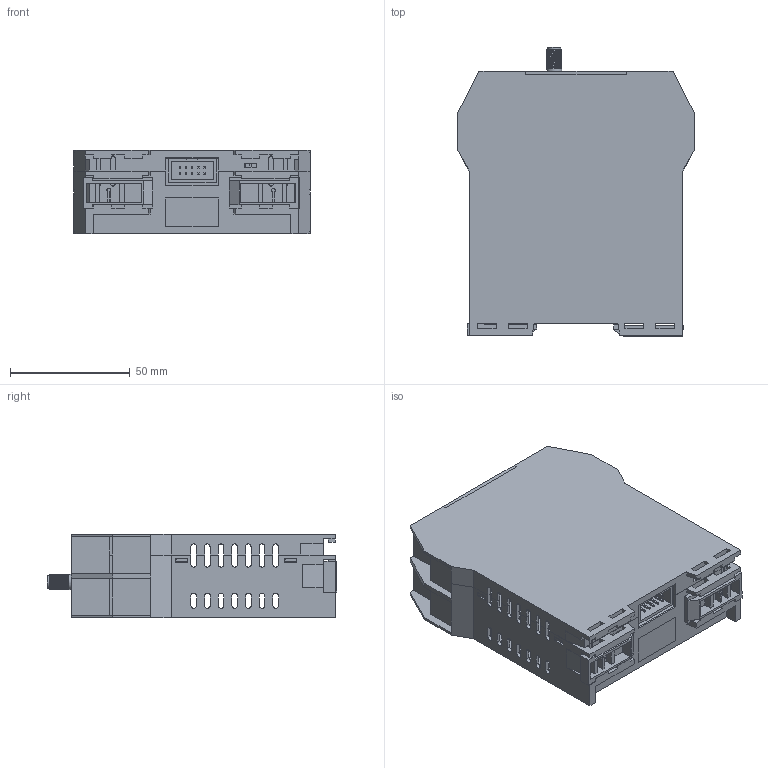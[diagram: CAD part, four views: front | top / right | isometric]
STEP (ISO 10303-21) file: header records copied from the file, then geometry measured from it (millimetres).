
FILE_DESCRIPTION(/* description */ ('','CAx-IF Rec.Pracs.---Representation and Presentation of Product Manufacturing Information (PMI)---3.8---2014-02-18'),/* implementation_level */ '2;1');
FILE_NAME(/* name */ 'Z-MODEM.stp',/* time_stamp */ '2017-03-13T15:49:51+01:00',/* author */ ('teso'),/* organization */ (''),/* preprocessor_version */ 'ST-DEVELOPER v16.5',/* originating_system */ 'Autodesk Inventor 2017',/* authorisation */ '');
FILE_SCHEMA (('AP242_MANAGED_MODEL_BASED_3D_ENGINEERING_MIM_LF { 1 0 10303 442 1 1 4 }'));
Length unit declared in the file: millimetre
Products named in the file (15): Z-MODEM; contenitore; gancio fissaggio; connettore bus; contenitore_1; Fix1_MIR1; Coperchio-post.; Coperchio-ant.2; MSTB_2.5_3-ST-5.08; Tappo-morsetti; Tappo-morsetti_MIR1; Tappo-morsetti_MIR2; Tappo-morsetti_MIR1_MIR; RETRO_SIM; innesto antenna
Assembly tree (17 placements, depth 2):
  Z-MODEM
    contenitore
    gancio fissaggio
    connettore bus
    contenitore_1
    Fix1_MIR1
    Coperchio-post.
    Coperchio-ant.2
    MSTB_2.5_3-ST-5.08
    Tappo-morsetti  x4
    Tappo-morsetti_MIR1
    Tappo-morsetti_MIR2
    Tappo-morsetti_MIR1_MIR
    RETRO_SIM
    innesto antenna
Bounding box: 98.5 x 120.73 x 35 mm (x, y, z)
Volume: 63268.7 mm3; surface area: 89234.8 mm2
Topology: 17 solids, 17 shells, 1329 faces, 3695 edges, 2427 vertices
Faces by surface type: plane 1175, cylinder 148, cone 4, bspline 2
Full cylindrical faces by diameter (mm): 0.609 x1, 1.4 x3, 1.5 x4, 1.6 x4, 2.8 x3, 3 x4, 3.783 x3, 4 x3, 4.56 x1, 5.4 x1, 6.3 x1, 6.4 x1
Entity records: 42968 total; most frequent: CARTESIAN_POINT 9546, ORIENTED_EDGE 6986, DIRECTION 6405, EDGE_CURVE 3493, LINE 3169, VECTOR 3169, VERTEX_POINT 2312, AXIS2_PLACEMENT_3D 1618
